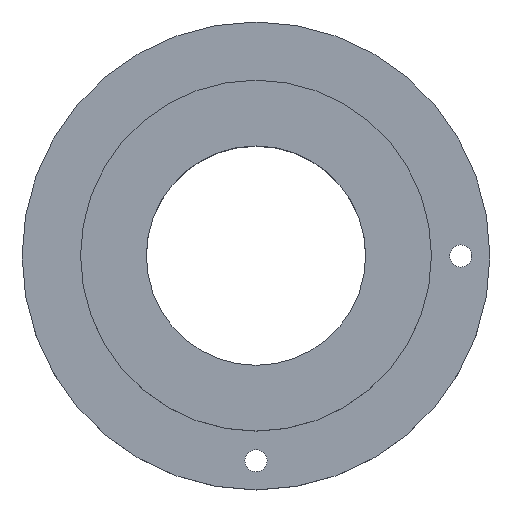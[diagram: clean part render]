
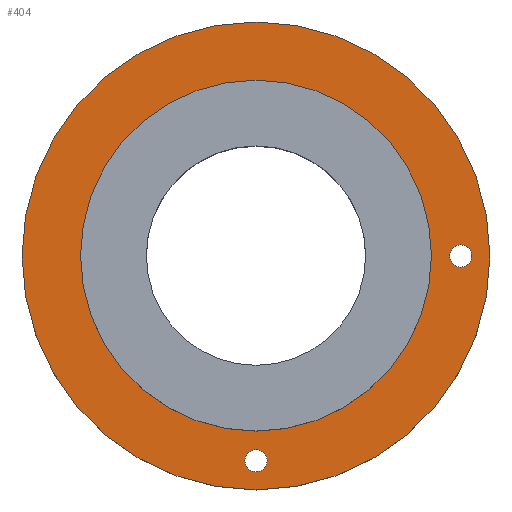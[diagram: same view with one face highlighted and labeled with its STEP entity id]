
A CAD part, top view. The second image highlights one B-rep face of the part: STEP entity #404.
In plain terms, the highlighted planar face has unit normal (0, 0, 1).
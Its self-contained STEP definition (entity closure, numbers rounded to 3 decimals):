
#167=CARTESIAN_POINT('POINT13',(84.074,0.,-30.353));
#168=VERTEX_POINT('VERTEX13',#167);
#176=CARTESIAN_POINT('POINT14',(93.726,0.,-30.353));
#177=VERTEX_POINT('VERTEX14',#176);
#184=CARTESIAN_POINT('POS21',(88.9,0.,
   -30.353));
#185=DIRECTION('DIR37',(0.,0.,1.));
#186=DIRECTION('DIR38',(1.,0.,0.));
#187=AXIS2_PLACEMENT_3D('AXIS17',#184,#185,#186);
#188=CIRCLE('ELLIPSE13',#187,4.826);
#189=EDGE_CURVE('EDGE17',#177,#168,#188,.T.);
#202=CARTESIAN_POINT('POS23',(88.9,0.,
   -30.353));
#203=DIRECTION('DIR41',(0.,0.,1.));
#204=DIRECTION('DIR42',(-1.,0.,0.));
#205=AXIS2_PLACEMENT_3D('AXIS19',#202,#203,#204);
#206=CIRCLE('ELLIPSE14',#205,4.826);
#207=EDGE_CURVE('EDGE18',#168,#177,#206,.T.);
#217=CARTESIAN_POINT('POINT15',(-4.826,-88.9,-30.353));
#218=VERTEX_POINT('VERTEX15',#217);
#226=CARTESIAN_POINT('POINT16',(4.826,-88.9,-30.353));
#227=VERTEX_POINT('VERTEX16',#226);
#234=CARTESIAN_POINT('POS27',(0.,-88.9,
   -30.353));
#235=DIRECTION('DIR47',(0.,0.,1.));
#236=DIRECTION('DIR48',(1.,0.,0.));
#237=AXIS2_PLACEMENT_3D('AXIS21',#234,#235,#236);
#238=CIRCLE('ELLIPSE15',#237,4.826);
#239=EDGE_CURVE('EDGE21',#227,#218,#238,.T.);
#252=CARTESIAN_POINT('POS29',(0.,-88.9,
   -30.353));
#253=DIRECTION('DIR51',(0.,0.,1.));
#254=DIRECTION('DIR52',(-1.,0.,0.));
#255=AXIS2_PLACEMENT_3D('AXIS23',#252,#253,#254);
#256=CIRCLE('ELLIPSE16',#255,4.826);
#257=EDGE_CURVE('EDGE22',#218,#227,#256,.T.);
#267=CARTESIAN_POINT('POINT17',(-101.6,0.,-30.353));
#268=VERTEX_POINT('VERTEX17',#267);
#276=CARTESIAN_POINT('POINT18',(101.6,0.,-30.353));
#277=VERTEX_POINT('VERTEX18',#276);
#284=CARTESIAN_POINT('POS33',(0.,0.,-30.353));
#285=DIRECTION('DIR57',(0.,0.,-1.));
#286=DIRECTION('DIR58',(1.,0.,0.));
#287=AXIS2_PLACEMENT_3D('AXIS25',#284,#285,#286);
#288=CIRCLE('ELLIPSE17',#287,101.6);
#289=EDGE_CURVE('EDGE25',#277,#268,#288,.T.);
#302=CARTESIAN_POINT('POS35',(0.,0.,-30.353));
#303=DIRECTION('DIR61',(0.,0.,-1.));
#304=DIRECTION('DIR62',(-1.,0.,0.));
#305=AXIS2_PLACEMENT_3D('AXIS27',#302,#303,#304);
#306=CIRCLE('ELLIPSE18',#305,101.6);
#307=EDGE_CURVE('EDGE26',#268,#277,#306,.T.);
#367=ORIENTED_EDGE('COEDGE53',*,*,#307,.F.);
#368=ORIENTED_EDGE('COEDGE54',*,*,#289,.F.);
#369=EDGE_LOOP('NONE',(#367,#368));
#370=FACE_BOUND('LOOP1',#369,.T.);
#371=CARTESIAN_POINT('POINT21',(-50.8,0.,-30.353));
#372=VERTEX_POINT('VERTEX21',#371);
#373=CARTESIAN_POINT('POINT22',(50.8,0.,-30.353));
#374=VERTEX_POINT('VERTEX22',#373);
#375=CARTESIAN_POINT('POS43',(0.,0.,-30.353));
#376=DIRECTION('DIR75',(0.,0.,1.));
#377=DIRECTION('DIR76',(-1.,0.,0.));
#378=AXIS2_PLACEMENT_3D('AXIS33',#375,#376,#377);
#379=CIRCLE('ELLIPSE21',#378,50.8);
#380=EDGE_CURVE('EDGE31',#372,#374,#379,.T.);
#381=ORIENTED_EDGE('COEDGE55',*,*,#380,.F.);
#382=CARTESIAN_POINT('POS44',(0.,0.,-30.353));
#383=DIRECTION('DIR77',(0.,0.,1.));
#384=DIRECTION('DIR78',(1.,0.,0.));
#385=AXIS2_PLACEMENT_3D('AXIS34',#382,#383,#384);
#386=CIRCLE('ELLIPSE22',#385,50.8);
#387=EDGE_CURVE('EDGE32',#374,#372,#386,.T.);
#388=ORIENTED_EDGE('COEDGE56',*,*,#387,.F.);
#389=EDGE_LOOP('NONE',(#381,#388));
#390=FACE_BOUND('LOOP1',#389,.T.);
#391=ORIENTED_EDGE('COEDGE57',*,*,#257,.F.);
#392=ORIENTED_EDGE('COEDGE58',*,*,#239,.F.);
#393=EDGE_LOOP('NONE',(#391,#392));
#394=FACE_BOUND('LOOP1',#393,.T.);
#395=ORIENTED_EDGE('COEDGE59',*,*,#207,.F.);
#396=ORIENTED_EDGE('COEDGE60',*,*,#189,.F.);
#397=EDGE_LOOP('NONE',(#395,#396));
#398=FACE_BOUND('LOOP1',#397,.T.);
#399=CARTESIAN_POINT('POS45',(0.,0.,-30.353));
#400=DIRECTION('DIR79',(0.,0.,-1.));
#401=DIRECTION('DIR80',(1.,0.,0.));
#402=AXIS2_PLACEMENT_3D('AXIS35',#399,#400,#401);
#403=PLANE('PLANE3',#402);
#404=ADVANCED_FACE('FACE13',(#370,#390,#394,#398),#403,.F.);
